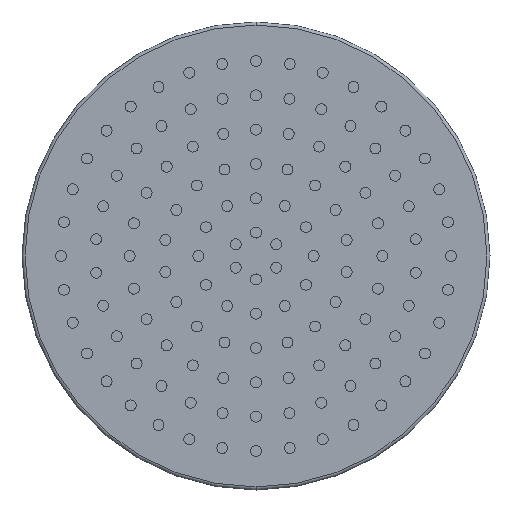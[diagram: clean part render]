
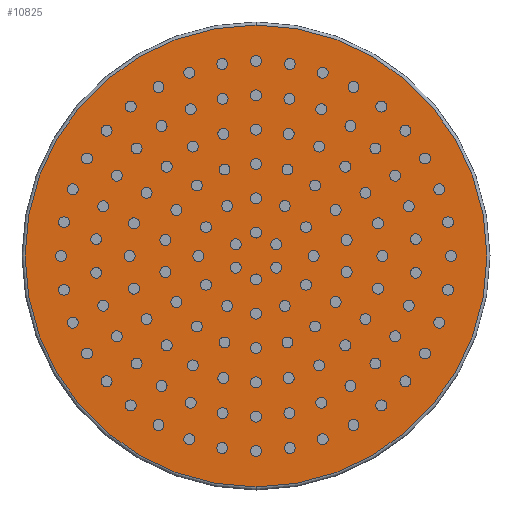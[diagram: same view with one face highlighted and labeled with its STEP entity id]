
A CAD part, front view. The second image highlights one B-rep face of the part: STEP entity #10825.
In plain terms, the highlighted planar face has unit normal (0, -1, 0).
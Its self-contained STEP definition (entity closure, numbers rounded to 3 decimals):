
#19 = DIRECTION ( 'NONE',  ( 0., 0., 1. ) ) ;
#371 = AXIS2_PLACEMENT_3D ( 'NONE', #4280, #10721, #5213 ) ;
#468 = ORIENTED_EDGE ( 'NONE', *, *, #8552, .T. ) ;
#805 = CARTESIAN_POINT ( 'NONE',  ( 0., -15.5, -148. ) ) ;
#952 = CARTESIAN_POINT ( 'NONE',  ( 0., -15.5, 0. ) ) ;
#1776 = VERTEX_POINT ( 'NONE', #1904 ) ;
#1828 = PLANE ( 'NONE',  #6594 ) ;
#1858 = DIRECTION ( 'NONE',  ( 0., 0., 1. ) ) ;
#1904 = CARTESIAN_POINT ( 'NONE',  ( 0., -15.5, 148. ) ) ;
#2851 = FACE_OUTER_BOUND ( 'NONE', #5139, .T. ) ;
#3814 = CIRCLE ( 'NONE', #4157, 148. ) ;
#4157 = AXIS2_PLACEMENT_3D ( 'NONE', #952, #7337, #1858 ) ;
#4280 = CARTESIAN_POINT ( 'NONE',  ( 0., -15.5, 0. ) ) ;
#4985 = VERTEX_POINT ( 'NONE', #805 ) ;
#5139 = EDGE_LOOP ( 'NONE', ( #468, #5640 ) ) ;
#5213 = DIRECTION ( 'NONE',  ( 0., 0., 1. ) ) ;
#5492 = DIRECTION ( 'NONE',  ( 0., 1., 0. ) ) ;
#5640 = ORIENTED_EDGE ( 'NONE', *, *, #9630, .T. ) ;
#6594 = AXIS2_PLACEMENT_3D ( 'NONE', #11870, #5492, #19 ) ;
#7337 = DIRECTION ( 'NONE',  ( 0., -1., 0. ) ) ;
#8390 = CIRCLE ( 'NONE', #371, 148. ) ;
#8552 = EDGE_CURVE ( 'NONE', #1776, #4985, #3814, .T. ) ;
#9630 = EDGE_CURVE ( 'NONE', #4985, #1776, #8390, .T. ) ;
#10721 = DIRECTION ( 'NONE',  ( 0., -1., 0. ) ) ;
#10825 = ADVANCED_FACE ( 'NONE', ( #2851 ), #1828, .F. ) ;
#11870 = CARTESIAN_POINT ( 'NONE',  ( 0., -15.5, 0. ) ) ;
